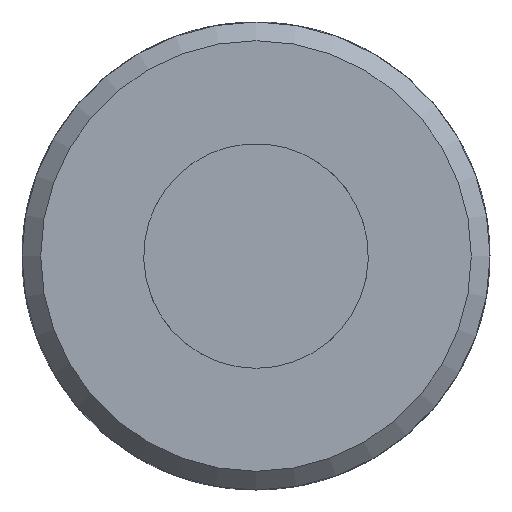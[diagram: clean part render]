
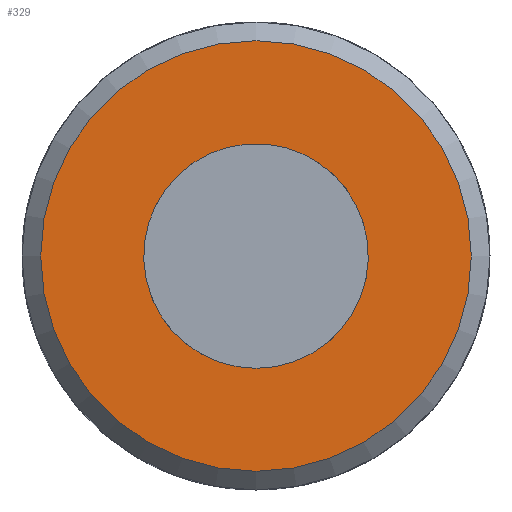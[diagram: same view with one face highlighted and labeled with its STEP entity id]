
A CAD part, left-side view. The second image highlights one B-rep face of the part: STEP entity #329.
In plain terms, the highlighted planar face has unit normal (-1, 0, 0).
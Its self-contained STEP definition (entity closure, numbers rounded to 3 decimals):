
#329 = ADVANCED_FACE( '', ( #646, #647 ), #648, .F. );
#646 = FACE_OUTER_BOUND( '', #932, .T. );
#647 = FACE_BOUND( '', #933, .T. );
#648 = PLANE( '', #934 );
#932 = EDGE_LOOP( '', ( #1518 ) );
#933 = EDGE_LOOP( '', ( #1519 ) );
#934 = AXIS2_PLACEMENT_3D( '', #1520, #1521, #1522 );
#1518 = ORIENTED_EDGE( '', *, *, #1720, .F. );
#1519 = ORIENTED_EDGE( '', *, *, #1596, .T. );
#1520 = CARTESIAN_POINT( '', ( 0., 0., 0. ) );
#1521 = DIRECTION( '', ( 1., 0., 0. ) );
#1522 = DIRECTION( '', ( 0., 0., -1. ) );
#1596 = EDGE_CURVE( '', #1867, #1867, #1868, .T. );
#1720 = EDGE_CURVE( '', #2039, #2039, #2040, .T. );
#1867 = VERTEX_POINT( '', #2716 );
#1868 = CIRCLE( '', #2717, 6. );
#2039 = VERTEX_POINT( '', #3321 );
#2040 = CIRCLE( '', #3322, 11.5 );
#2716 = CARTESIAN_POINT( '', ( 0., 0., -6. ) );
#2717 = AXIS2_PLACEMENT_3D( '', #3461, #3462, #3463 );
#3321 = CARTESIAN_POINT( '', ( 0., 0., -11.5 ) );
#3322 = AXIS2_PLACEMENT_3D( '', #3579, #3580, #3581 );
#3461 = CARTESIAN_POINT( '', ( 0., 0., 0. ) );
#3462 = DIRECTION( '', ( 1., 0., 0. ) );
#3463 = DIRECTION( '', ( 0., 0., -1. ) );
#3579 = CARTESIAN_POINT( '', ( 0., 0., 0. ) );
#3580 = DIRECTION( '', ( 1., 0., 0. ) );
#3581 = DIRECTION( '', ( 0., 0., -1. ) );
